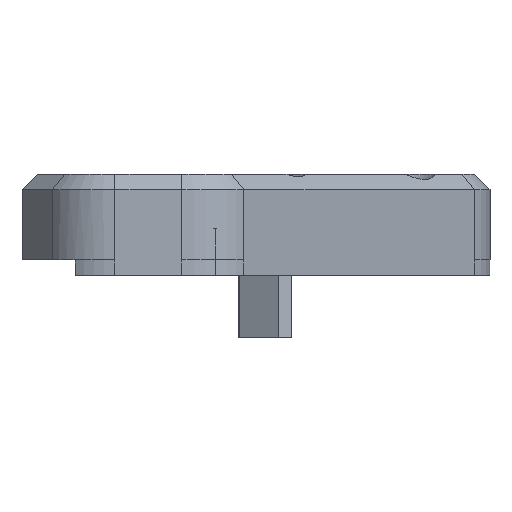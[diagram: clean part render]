
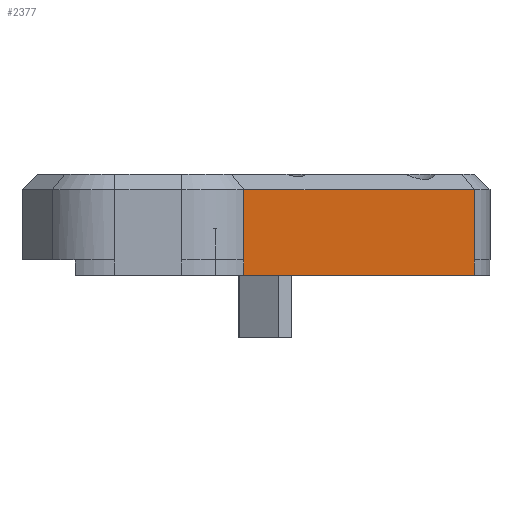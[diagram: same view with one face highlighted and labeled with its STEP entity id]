
A CAD part, left-side view. The second image highlights one B-rep face of the part: STEP entity #2377.
In plain terms, the highlighted planar face has unit normal (-0.601, -0.799, 0).
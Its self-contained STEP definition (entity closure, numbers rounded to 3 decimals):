
#81=PLANE('',#2559);
#179=FACE_OUTER_BOUND('',#303,.T.);
#303=EDGE_LOOP('',(#1724,#1725,#1726,#1727,#1728,#1729));
#399=LINE('',#3369,#641);
#491=LINE('',#3633,#733);
#492=LINE('',#3637,#734);
#493=LINE('',#3639,#735);
#494=LINE('',#3641,#736);
#495=LINE('',#3642,#737);
#641=VECTOR('',#2716,10.);
#733=VECTOR('',#2940,10.);
#734=VECTOR('',#2945,10.);
#735=VECTOR('',#2946,10.);
#736=VECTOR('',#2947,10.);
#737=VECTOR('',#2948,10.);
#976=VERTEX_POINT('',#3366);
#977=VERTEX_POINT('',#3368);
#1061=VERTEX_POINT('',#3632);
#1062=VERTEX_POINT('',#3636);
#1063=VERTEX_POINT('',#3638);
#1064=VERTEX_POINT('',#3640);
#1197=EDGE_CURVE('',#976,#977,#399,.T.);
#1322=EDGE_CURVE('',#1061,#977,#491,.T.);
#1324=EDGE_CURVE('',#1062,#976,#492,.T.);
#1325=EDGE_CURVE('',#1062,#1063,#493,.T.);
#1326=EDGE_CURVE('',#1064,#1063,#494,.T.);
#1327=EDGE_CURVE('',#1061,#1064,#495,.T.);
#1724=ORIENTED_EDGE('',*,*,#1197,.F.);
#1725=ORIENTED_EDGE('',*,*,#1324,.F.);
#1726=ORIENTED_EDGE('',*,*,#1325,.T.);
#1727=ORIENTED_EDGE('',*,*,#1326,.F.);
#1728=ORIENTED_EDGE('',*,*,#1327,.F.);
#1729=ORIENTED_EDGE('',*,*,#1322,.T.);
#2377=ADVANCED_FACE('',(#179),#81,.T.);
#2559=AXIS2_PLACEMENT_3D('',#3635,#2943,#2944);
#2716=DIRECTION('',(0.799,-0.601,0.));
#2940=DIRECTION('',(0.,0.,1.));
#2943=DIRECTION('center_axis',(-0.601,-0.799,0.));
#2944=DIRECTION('ref_axis',(0.799,-0.601,0.));
#2945=DIRECTION('',(0.,0.,1.));
#2946=DIRECTION('',(0.,0.,-1.));
#2947=DIRECTION('',(-0.799,0.601,0.));
#2948=DIRECTION('',(0.,0.,-1.));
#3366=CARTESIAN_POINT('',(-61.136,-0.756,9.));
#3368=CARTESIAN_POINT('',(-21.768,-30.346,9.));
#3369=CARTESIAN_POINT('',(-40.547,-16.231,9.));
#3632=CARTESIAN_POINT('',(-21.768,-30.346,0.));
#3633=CARTESIAN_POINT('',(-21.768,-30.346,0.));
#3635=CARTESIAN_POINT('Origin',(-61.136,-0.756,0.));
#3636=CARTESIAN_POINT('',(-61.136,-0.756,0.));
#3637=CARTESIAN_POINT('',(-61.136,-0.756,0.));
#3638=CARTESIAN_POINT('',(-61.136,-0.756,-2.));
#3639=CARTESIAN_POINT('',(-61.136,-0.756,10.));
#3640=CARTESIAN_POINT('',(-21.768,-30.346,-2.));
#3641=CARTESIAN_POINT('',(-61.136,-0.756,-2.));
#3642=CARTESIAN_POINT('',(-21.768,-30.346,10.));
